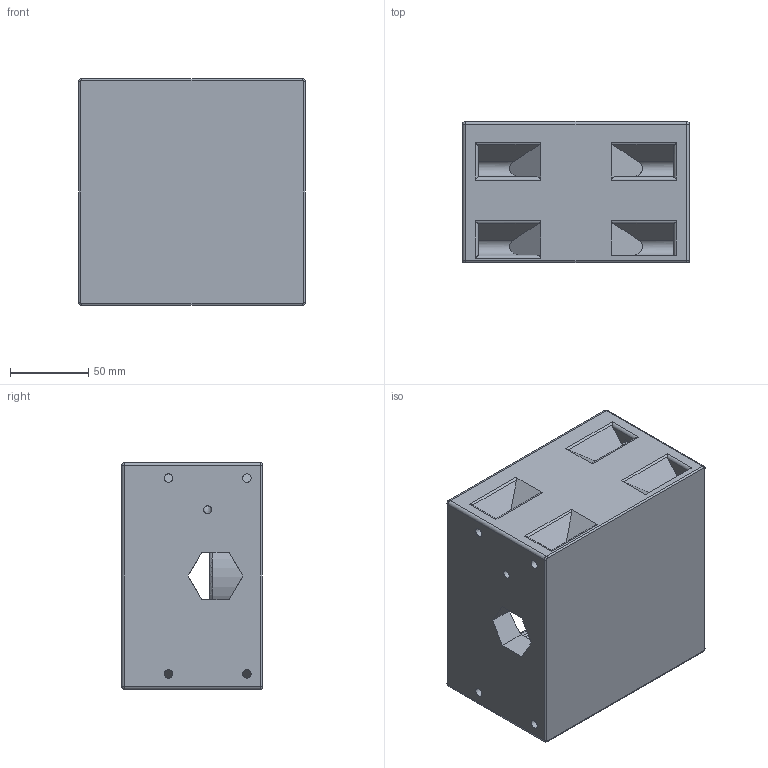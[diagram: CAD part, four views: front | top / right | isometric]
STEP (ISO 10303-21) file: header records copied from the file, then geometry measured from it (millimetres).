
FILE_DESCRIPTION(/* description */ (''),/* implementation_level */ '2;1');
FILE_NAME(/* name */ 'Spodek hlavní 2 v5.step',/* time_stamp */ '2019-07-23T14:05:23+02:00',/* author */ (''),/* organization */ (''),/* preprocessor_version */ 'ST-DEVELOPER v18',/* originating_system */ 'Autodesk Translation Framework v8.2.0.1029',/* authorisation */ '');
FILE_SCHEMA (('AUTOMOTIVE_DESIGN { 1 0 10303 214 3 1 1 }'));
Length unit declared in the file: millimetre
Products named in the file (1): Spodek hlavní 2
Bounding box: 145 x 90 x 145 mm (x, y, z)
Volume: 899170.8 mm3; surface area: 160917.8 mm2
Topology: 1 solids, 1 shells, 334 faces, 851 edges, 558 vertices
Faces by surface type: plane 170, cylinder 112, torus 33, cone 11, sphere 4, bspline 4
Full cylindrical faces by diameter (mm): 2.5 x7, 5 x17, 5.5 x8, 128 x3, 134.415 x2
Entity records: 10729 total; most frequent: CARTESIAN_POINT 2367, DIRECTION 1774, ORIENTED_EDGE 1702, EDGE_CURVE 851, AXIS2_PLACEMENT_3D 651, VERTEX_POINT 558, LINE 472, VECTOR 472
